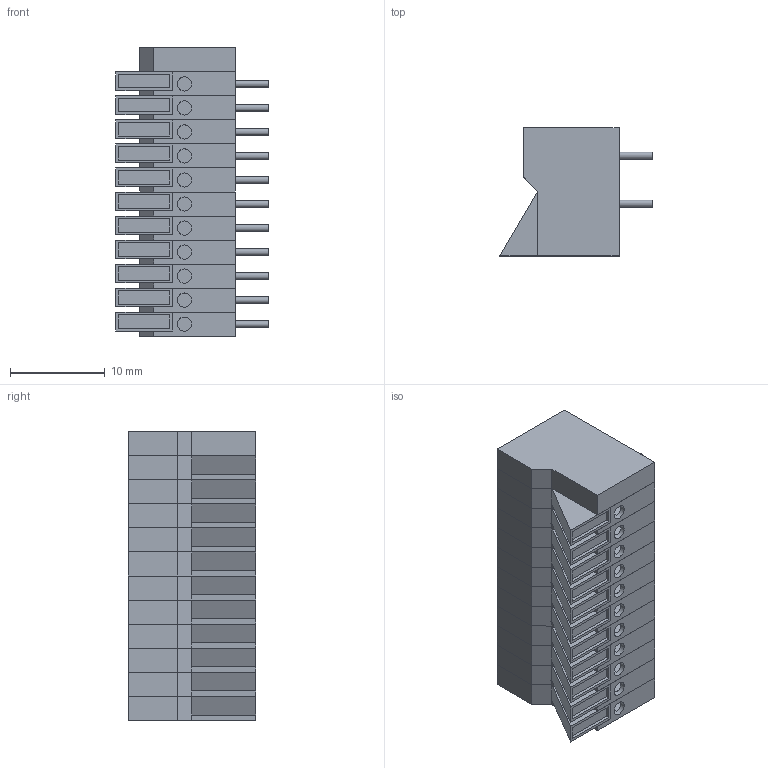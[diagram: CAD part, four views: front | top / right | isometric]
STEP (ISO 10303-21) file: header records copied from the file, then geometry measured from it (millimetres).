
FILE_DESCRIPTION(('STEP AP214'), '1');
FILE_NAME('栖闉罻', '2017-04-07T09:56:05', ('UNSPECIFIED'), ('UNSPECIFIED'), 'ASCON STEP Converter 1.3', 'ASCON Math Kernel', '');
FILE_SCHEMA(('AUTOMOTIVE_DESIGN { 1 0 10303 214 3 1 1}'));
Length unit declared in the file: millimetre
Assembly tree (12 placements, depth 2):
  (unnamed)
    (unnamed)  x11
    (unnamed)
Bounding box: 16.1 x 13.51 x 30.48 mm (x, y, z)
Volume: 2847.9 mm3; surface area: 6375.9 mm2
Topology: 23 solids, 23 shells, 415 faces, 1030 edges, 683 vertices
Faces by surface type: plane 349, cylinder 66
Full cylindrical faces by diameter (mm): 0.7 x22, 1.5 x44
Entity records: 2062 total; most frequent: DIRECTION 236, CARTESIAN_POINT 234, ORIENTED_EDGE 206, EDGE_CURVE 103, LINE 86, VECTOR 86, AXIS2_PLACEMENT_3D 75, VERTEX_POINT 73
